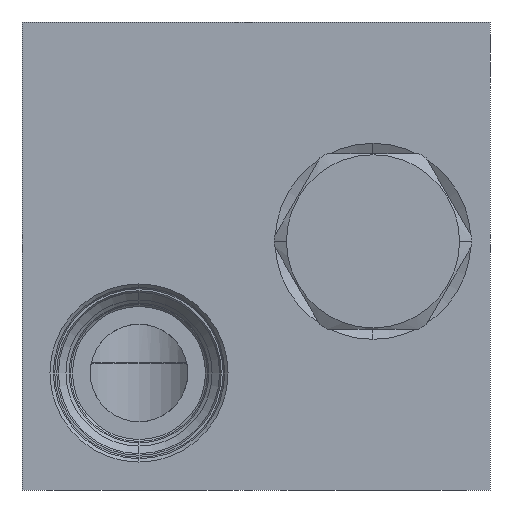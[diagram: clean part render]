
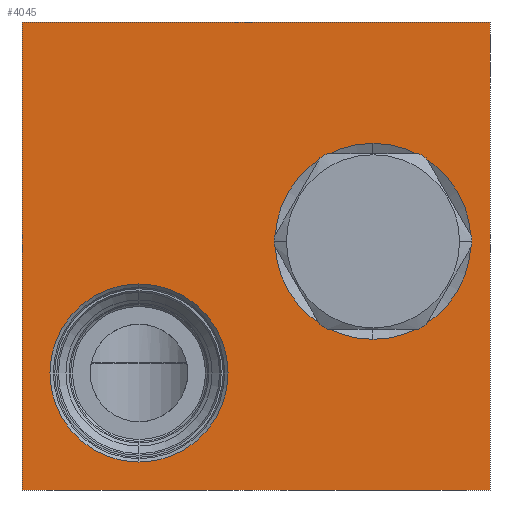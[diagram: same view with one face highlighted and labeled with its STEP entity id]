
A CAD part, left-side view. The second image highlights one B-rep face of the part: STEP entity #4045.
In plain terms, the highlighted planar face has unit normal (-1, 0, 0).
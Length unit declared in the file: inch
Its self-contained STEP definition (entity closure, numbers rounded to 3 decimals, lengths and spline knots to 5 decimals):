
#1=DIRECTION('',(0.,-1.,0.));
#2=VECTOR('',#1,3.);
#3=CARTESIAN_POINT('',(0.,0.,0.));
#4=LINE('',#3,#2);
#37=DIRECTION('',(0.,0.,1.));
#38=VECTOR('',#37,3.);
#39=CARTESIAN_POINT('',(0.,0.,0.));
#40=LINE('',#39,#38);
#41=CARTESIAN_POINT('',(0.,-2.25,1.594));
#42=DIRECTION('',(1.,0.,0.));
#43=DIRECTION('',(0.,0.,-1.));
#44=AXIS2_PLACEMENT_3D('',#41,#42,#43);
#46=CARTESIAN_POINT('',(0.,-2.25,1.594));
#47=DIRECTION('',(1.,0.,0.));
#48=DIRECTION('',(0.,0.,1.));
#49=AXIS2_PLACEMENT_3D('',#46,#47,#48);
#51=CARTESIAN_POINT('',(0.,-0.75,0.75));
#52=DIRECTION('',(1.,0.,0.));
#53=DIRECTION('',(0.,0.,-1.));
#54=AXIS2_PLACEMENT_3D('',#51,#52,#53);
#56=CARTESIAN_POINT('',(0.,-0.75,0.75));
#57=DIRECTION('',(1.,0.,0.));
#58=DIRECTION('',(0.,0.,1.));
#59=AXIS2_PLACEMENT_3D('',#56,#57,#58);
#109=DIRECTION('',(0.,0.,1.));
#110=VECTOR('',#109,3.);
#111=CARTESIAN_POINT('',(0.,-3.,0.));
#112=LINE('',#111,#110);
#133=DIRECTION('',(0.,-1.,0.));
#134=VECTOR('',#133,3.);
#135=CARTESIAN_POINT('',(0.,0.,3.));
#136=LINE('',#135,#134);
#3485=CARTESIAN_POINT('',(0.,0.,0.));
#3486=CARTESIAN_POINT('',(0.,-3.,0.));
#3487=VERTEX_POINT('',#3485);
#3488=VERTEX_POINT('',#3486);
#3493=CARTESIAN_POINT('',(0.,0.,3.));
#3494=CARTESIAN_POINT('',(0.,-3.,3.));
#3495=VERTEX_POINT('',#3493);
#3496=VERTEX_POINT('',#3494);
#3901=CARTESIAN_POINT('',(0.,-2.25,0.96571));
#3902=CARTESIAN_POINT('',(0.,-2.25,2.22229));
#3903=VERTEX_POINT('',#3901);
#3904=VERTEX_POINT('',#3902);
#3969=CARTESIAN_POINT('',(0.,-0.75,0.179));
#3970=CARTESIAN_POINT('',(0.,-0.75,1.321));
#3971=VERTEX_POINT('',#3969);
#3972=VERTEX_POINT('',#3970);
#4019=CARTESIAN_POINT('',(0.,0.,0.));
#4020=DIRECTION('',(-1.,0.,0.));
#4021=DIRECTION('',(0.,-1.,0.));
#4022=AXIS2_PLACEMENT_3D('',#4019,#4020,#4021);
#4023=PLANE('',#4022);
#4024=ORIENTED_EDGE('',*,*,#3996,.F.);
#4026=ORIENTED_EDGE('',*,*,#4025,.T.);
#4028=ORIENTED_EDGE('',*,*,#4027,.T.);
#4030=ORIENTED_EDGE('',*,*,#4029,.F.);
#4031=EDGE_LOOP('',(#4024,#4026,#4028,#4030));
#4032=FACE_OUTER_BOUND('',#4031,.F.);
#4034=ORIENTED_EDGE('',*,*,#4033,.F.);
#4036=ORIENTED_EDGE('',*,*,#4035,.F.);
#4037=EDGE_LOOP('',(#4034,#4036));
#4038=FACE_BOUND('',#4037,.F.);
#4040=ORIENTED_EDGE('',*,*,#4039,.F.);
#4042=ORIENTED_EDGE('',*,*,#4041,.F.);
#4043=EDGE_LOOP('',(#4040,#4042));
#4044=FACE_BOUND('',#4043,.F.);
#4045=ADVANCED_FACE('',(#4032,#4038,#4044),#4023,.T.);
#45=CIRCLE('',#44,0.62829);
#50=CIRCLE('',#49,0.62829);
#55=CIRCLE('',#54,0.571);
#60=CIRCLE('',#59,0.571);
#3996=EDGE_CURVE('',#3487,#3488,#4,.T.);
#4025=EDGE_CURVE('',#3487,#3495,#40,.T.);
#4027=EDGE_CURVE('',#3495,#3496,#136,.T.);
#4029=EDGE_CURVE('',#3488,#3496,#112,.T.);
#4033=EDGE_CURVE('',#3903,#3904,#45,.T.);
#4035=EDGE_CURVE('',#3904,#3903,#50,.T.);
#4039=EDGE_CURVE('',#3971,#3972,#55,.T.);
#4041=EDGE_CURVE('',#3972,#3971,#60,.T.);
